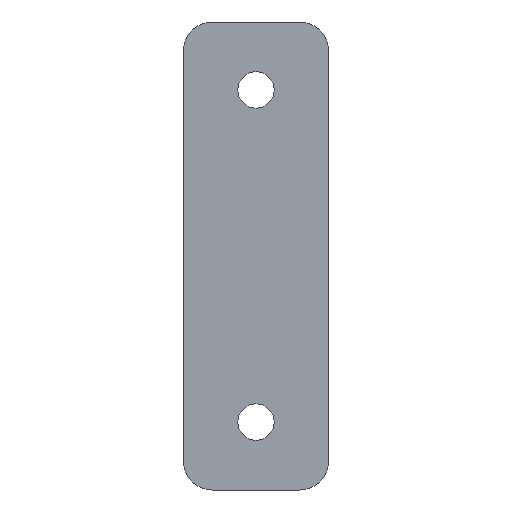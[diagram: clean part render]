
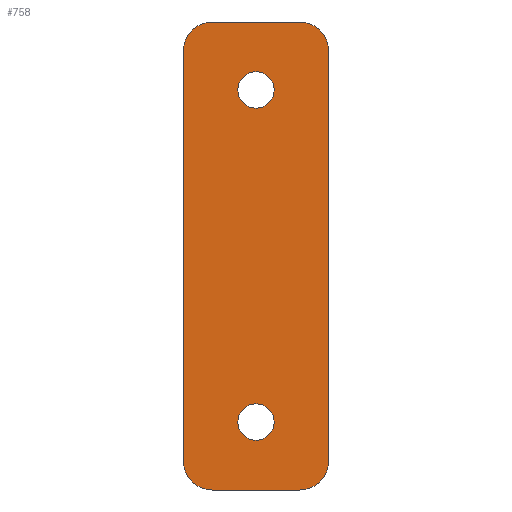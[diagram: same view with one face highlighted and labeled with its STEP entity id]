
A CAD part, left-side view. The second image highlights one B-rep face of the part: STEP entity #758.
In plain terms, the highlighted planar face has unit normal (-1, 0, 0).
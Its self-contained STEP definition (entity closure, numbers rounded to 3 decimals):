
#28=FACE_BOUND('',#124,.T.);
#29=FACE_BOUND('',#125,.T.);
#45=PLANE('',#848);
#77=FACE_OUTER_BOUND('',#123,.T.);
#123=EDGE_LOOP('',(#643,#644,#645,#646,#647,#648,#649,#650));
#124=EDGE_LOOP('',(#651));
#125=EDGE_LOOP('',(#652));
#182=LINE('',#1322,#244);
#183=LINE('',#1326,#245);
#184=LINE('',#1330,#246);
#185=LINE('',#1333,#247);
#244=VECTOR('',#1033,10.);
#245=VECTOR('',#1036,10.);
#246=VECTOR('',#1039,10.);
#247=VECTOR('',#1042,10.);
#294=CIRCLE('',#847,2.);
#295=CIRCLE('',#849,2.);
#296=CIRCLE('',#850,2.);
#297=CIRCLE('',#851,2.);
#298=CIRCLE('',#852,1.25);
#299=CIRCLE('',#853,1.25);
#361=VERTEX_POINT('',#1315);
#362=VERTEX_POINT('',#1317);
#363=VERTEX_POINT('',#1321);
#364=VERTEX_POINT('',#1323);
#365=VERTEX_POINT('',#1325);
#366=VERTEX_POINT('',#1327);
#367=VERTEX_POINT('',#1329);
#368=VERTEX_POINT('',#1331);
#369=VERTEX_POINT('',#1334);
#370=VERTEX_POINT('',#1336);
#459=EDGE_CURVE('',#361,#362,#294,.T.);
#461=EDGE_CURVE('',#363,#361,#182,.T.);
#462=EDGE_CURVE('',#364,#363,#295,.T.);
#463=EDGE_CURVE('',#365,#364,#183,.T.);
#464=EDGE_CURVE('',#366,#365,#296,.T.);
#465=EDGE_CURVE('',#366,#367,#184,.T.);
#466=EDGE_CURVE('',#368,#367,#297,.T.);
#467=EDGE_CURVE('',#368,#362,#185,.T.);
#468=EDGE_CURVE('',#369,#369,#298,.T.);
#469=EDGE_CURVE('',#370,#370,#299,.T.);
#643=ORIENTED_EDGE('',*,*,#459,.F.);
#644=ORIENTED_EDGE('',*,*,#461,.F.);
#645=ORIENTED_EDGE('',*,*,#462,.F.);
#646=ORIENTED_EDGE('',*,*,#463,.F.);
#647=ORIENTED_EDGE('',*,*,#464,.F.);
#648=ORIENTED_EDGE('',*,*,#465,.T.);
#649=ORIENTED_EDGE('',*,*,#466,.F.);
#650=ORIENTED_EDGE('',*,*,#467,.T.);
#651=ORIENTED_EDGE('',*,*,#468,.T.);
#652=ORIENTED_EDGE('',*,*,#469,.T.);
#758=ADVANCED_FACE('',(#77,#28,#29),#45,.T.);
#847=AXIS2_PLACEMENT_3D('',#1318,#1028,#1029);
#848=AXIS2_PLACEMENT_3D('',#1320,#1031,#1032);
#849=AXIS2_PLACEMENT_3D('',#1324,#1034,#1035);
#850=AXIS2_PLACEMENT_3D('',#1328,#1037,#1038);
#851=AXIS2_PLACEMENT_3D('',#1332,#1040,#1041);
#852=AXIS2_PLACEMENT_3D('',#1335,#1043,#1044);
#853=AXIS2_PLACEMENT_3D('',#1337,#1045,#1046);
#1028=DIRECTION('center_axis',(1.,0.,0.));
#1029=DIRECTION('ref_axis',(0.,-0.707,0.707));
#1031=DIRECTION('center_axis',(-1.,0.,0.));
#1032=DIRECTION('ref_axis',(0.,0.,
-1.));
#1033=DIRECTION('',(0.,-1.,0.));
#1034=DIRECTION('center_axis',(1.,0.,0.));
#1035=DIRECTION('ref_axis',(0.,0.707,0.707));
#1036=DIRECTION('',(0.,0.,1.));
#1037=DIRECTION('center_axis',(1.,0.,0.));
#1038=DIRECTION('ref_axis',(0.,0.707,-0.707));
#1039=DIRECTION('',(0.,-1.,0.));
#1040=DIRECTION('center_axis',(1.,0.,0.));
#1041=DIRECTION('ref_axis',(0.,-0.707,-0.707));
#1042=DIRECTION('',(0.,0.,1.));
#1043=DIRECTION('center_axis',(1.,0.,0.));
#1044=DIRECTION('ref_axis',(0.,0.,-1.));
#1045=DIRECTION('center_axis',(1.,0.,0.));
#1046=DIRECTION('ref_axis',(0.,0.,1.));
#1315=CARTESIAN_POINT('',(-7.1,-3.,16.1));
#1317=CARTESIAN_POINT('',(-7.1,-5.,14.1));
#1318=CARTESIAN_POINT('Origin',(-7.1,-3.,14.1));
#1320=CARTESIAN_POINT('Origin',(-7.1,5.,16.1));
#1321=CARTESIAN_POINT('',(-7.1,3.,16.1));
#1322=CARTESIAN_POINT('',(-7.1,5.,16.1));
#1323=CARTESIAN_POINT('',(-7.1,5.,14.1));
#1324=CARTESIAN_POINT('Origin',(-7.1,3.,14.1));
#1325=CARTESIAN_POINT('',(-7.1,5.,-14.1));
#1326=CARTESIAN_POINT('',(-7.1,5.,-16.1));
#1327=CARTESIAN_POINT('',(-7.1,3.,-16.1));
#1328=CARTESIAN_POINT('Origin',(-7.1,3.,-14.1));
#1329=CARTESIAN_POINT('',(-7.1,-3.,-16.1));
#1330=CARTESIAN_POINT('',(-7.1,5.,-16.1));
#1331=CARTESIAN_POINT('',(-7.1,-5.,-14.1));
#1332=CARTESIAN_POINT('Origin',(-7.1,-3.,-14.1));
#1333=CARTESIAN_POINT('',(-7.1,-5.,8.05));
#1334=CARTESIAN_POINT('',(-7.1,0.,12.675));
#1335=CARTESIAN_POINT('Origin',(-7.1,0.,11.425));
#1336=CARTESIAN_POINT('',(-7.1,0.,-12.675));
#1337=CARTESIAN_POINT('Origin',(-7.1,0.,-11.425));
